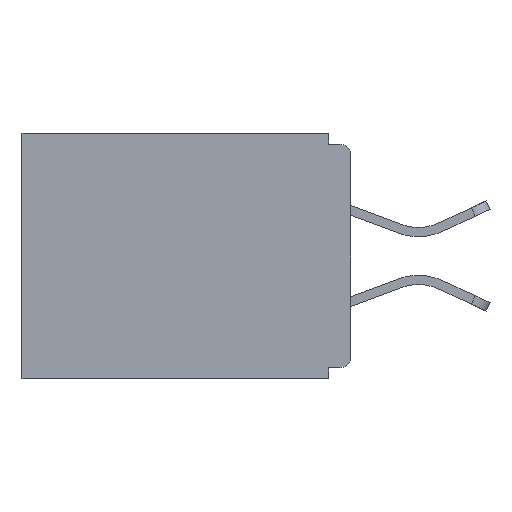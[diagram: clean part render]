
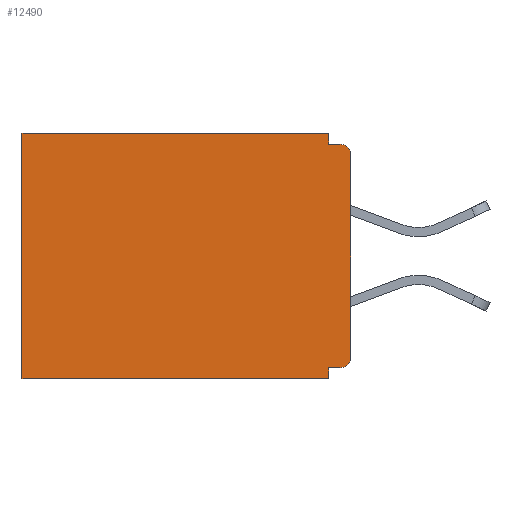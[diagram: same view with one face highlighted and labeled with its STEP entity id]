
A CAD part, left-side view. The second image highlights one B-rep face of the part: STEP entity #12490.
In plain terms, the highlighted planar face has unit normal (-1, 0, 0).
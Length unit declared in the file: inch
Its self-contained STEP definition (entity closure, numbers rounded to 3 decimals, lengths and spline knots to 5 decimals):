
#308 = CARTESIAN_POINT ( 'NONE',  ( 0.298, 0.031, -0.343 ) ) ;
#392 = DIRECTION ( 'NONE',  ( 0., 0., -1. ) ) ;
#652 = CARTESIAN_POINT ( 'NONE',  ( 0.298, 0.46, -0.343 ) ) ;
#702 = VERTEX_POINT ( 'NONE', #5213 ) ;
#1378 = VERTEX_POINT ( 'NONE', #4725 ) ;
#1930 = DIRECTION ( 'NONE',  ( -1., 0., 0. ) ) ;
#2529 = CARTESIAN_POINT ( 'NONE',  ( 0.298, 0.031, -0.015 ) ) ;
#3051 = ORIENTED_EDGE ( 'NONE', *, *, #17832, .F. ) ;
#3174 = ORIENTED_EDGE ( 'NONE', *, *, #10042, .F. ) ;
#3177 = LINE ( 'NONE', #8811, #25597 ) ;
#3714 = EDGE_CURVE ( 'NONE', #1378, #12028, #16162, .T. ) ;
#3741 = EDGE_CURVE ( 'NONE', #19691, #702, #11516, .T. ) ;
#4725 = CARTESIAN_POINT ( 'NONE',  ( 0.298, 0., -0.03 ) ) ;
#5213 = CARTESIAN_POINT ( 'NONE',  ( 0.298, 0.46, 0. ) ) ;
#6108 = VERTEX_POINT ( 'NONE', #13901 ) ;
#6212 = ORIENTED_EDGE ( 'NONE', *, *, #19473, .F. ) ;
#6352 = ORIENTED_EDGE ( 'NONE', *, *, #10856, .T. ) ;
#6522 = CARTESIAN_POINT ( 'NONE',  ( 0.298, 0.031, 0. ) ) ;
#6827 = LINE ( 'NONE', #11779, #16350 ) ;
#7293 = ORIENTED_EDGE ( 'NONE', *, *, #18881, .F. ) ;
#7319 = CARTESIAN_POINT ( 'NONE',  ( 0.298, 0.031, -0.328 ) ) ;
#7508 = DIRECTION ( 'NONE',  ( 0., 1., 0. ) ) ;
#7509 = CARTESIAN_POINT ( 'NONE',  ( 0.298, 0., -0.328 ) ) ;
#7517 = VECTOR ( 'NONE', #7508, 39.37008 ) ;
#7859 = EDGE_CURVE ( 'NONE', #702, #9344, #11620, .T. ) ;
#8222 = VECTOR ( 'NONE', #18379, 39.37008 ) ;
#8233 = EDGE_LOOP ( 'NONE', ( #15020, #3051, #3174, #22943, #17724, #7293, #20438, #18110, #6352, #6212 ) ) ;
#8811 = CARTESIAN_POINT ( 'NONE',  ( 0.298, 0., -0.015 ) ) ;
#9018 = DIRECTION ( 'NONE',  ( 0., 0., -1. ) ) ;
#9344 = VERTEX_POINT ( 'NONE', #652 ) ;
#9415 = VECTOR ( 'NONE', #9018, 39.37008 ) ;
#10042 = EDGE_CURVE ( 'NONE', #19691, #27842, #19321, .T. ) ;
#10152 = VERTEX_POINT ( 'NONE', #18813 ) ;
#10435 = CIRCLE ( 'NONE', #10814, 0.015 ) ;
#10694 = CARTESIAN_POINT ( 'NONE',  ( 0.298, 0.015, -0.313 ) ) ;
#10814 = AXIS2_PLACEMENT_3D ( 'NONE', #10694, #1930, #21353 ) ;
#10856 = EDGE_CURVE ( 'NONE', #10152, #20999, #10435, .T. ) ;
#11065 = DIRECTION ( 'NONE',  ( 0., 0., -1. ) ) ;
#11189 = PLANE ( 'NONE',  #19076 ) ;
#11200 = CARTESIAN_POINT ( 'NONE',  ( 0.298, 0.031, -0.343 ) ) ;
#11287 = CARTESIAN_POINT ( 'NONE',  ( 0.298, 0., 0. ) ) ;
#11516 = LINE ( 'NONE', #16611, #21377 ) ;
#11620 = LINE ( 'NONE', #22052, #8222 ) ;
#11779 = CARTESIAN_POINT ( 'NONE',  ( 0.298, 0., 0. ) ) ;
#12028 = VERTEX_POINT ( 'NONE', #25211 ) ;
#12490 = ADVANCED_FACE ( 'NONE', ( #21928 ), #11189, .F. ) ;
#12882 = VECTOR ( 'NONE', #15680, 39.37008 ) ;
#13901 = CARTESIAN_POINT ( 'NONE',  ( 0.298, 0.031, -0.343 ) ) ;
#14298 = VECTOR ( 'NONE', #27077, 39.37008 ) ;
#14686 = CARTESIAN_POINT ( 'NONE',  ( 0.298, 0., -0.313 ) ) ;
#15020 = ORIENTED_EDGE ( 'NONE', *, *, #3714, .T. ) ;
#15204 = VERTEX_POINT ( 'NONE', #7319 ) ;
#15211 = EDGE_CURVE ( 'NONE', #10152, #15204, #18713, .T. ) ;
#15680 = DIRECTION ( 'NONE',  ( 0., 0., -1. ) ) ;
#15857 = DIRECTION ( 'NONE',  ( 1., 0., 0. ) ) ;
#16152 = CARTESIAN_POINT ( 'NONE',  ( 0.298, 0., -0.343 ) ) ;
#16162 = CIRCLE ( 'NONE', #16537, 0.015 ) ;
#16350 = VECTOR ( 'NONE', #27167, 39.37008 ) ;
#16537 = AXIS2_PLACEMENT_3D ( 'NONE', #19520, #21712, #11065 ) ;
#16611 = CARTESIAN_POINT ( 'NONE',  ( 0.298, 0., 0. ) ) ;
#17724 = ORIENTED_EDGE ( 'NONE', *, *, #7859, .T. ) ;
#17832 = EDGE_CURVE ( 'NONE', #27842, #12028, #3177, .T. ) ;
#18110 = ORIENTED_EDGE ( 'NONE', *, *, #15211, .F. ) ;
#18379 = DIRECTION ( 'NONE',  ( 0., 0., -1. ) ) ;
#18616 = LINE ( 'NONE', #308, #9415 ) ;
#18713 = LINE ( 'NONE', #7509, #14298 ) ;
#18813 = CARTESIAN_POINT ( 'NONE',  ( 0.298, 0.015, -0.328 ) ) ;
#18881 = EDGE_CURVE ( 'NONE', #6108, #9344, #22095, .T. ) ;
#19076 = AXIS2_PLACEMENT_3D ( 'NONE', #11287, #15857, #392 ) ;
#19321 = LINE ( 'NONE', #11200, #12882 ) ;
#19473 = EDGE_CURVE ( 'NONE', #1378, #20999, #6827, .T. ) ;
#19520 = CARTESIAN_POINT ( 'NONE',  ( 0.298, 0.015, -0.03 ) ) ;
#19691 = VERTEX_POINT ( 'NONE', #6522 ) ;
#20438 = ORIENTED_EDGE ( 'NONE', *, *, #21442, .F. ) ;
#20999 = VERTEX_POINT ( 'NONE', #14686 ) ;
#21353 = DIRECTION ( 'NONE',  ( 0., 0., -1. ) ) ;
#21377 = VECTOR ( 'NONE', #26406, 39.37008 ) ;
#21442 = EDGE_CURVE ( 'NONE', #15204, #6108, #18616, .T. ) ;
#21712 = DIRECTION ( 'NONE',  ( -1., 0., 0. ) ) ;
#21928 = FACE_OUTER_BOUND ( 'NONE', #8233, .T. ) ;
#22052 = CARTESIAN_POINT ( 'NONE',  ( 0.298, 0.46, 0. ) ) ;
#22095 = LINE ( 'NONE', #16152, #7517 ) ;
#22943 = ORIENTED_EDGE ( 'NONE', *, *, #3741, .T. ) ;
#24099 = DIRECTION ( 'NONE',  ( 0., -1., 0. ) ) ;
#25211 = CARTESIAN_POINT ( 'NONE',  ( 0.298, 0.015, -0.015 ) ) ;
#25597 = VECTOR ( 'NONE', #24099, 39.37008 ) ;
#26406 = DIRECTION ( 'NONE',  ( 0., 1., 0. ) ) ;
#27077 = DIRECTION ( 'NONE',  ( 0., 1., 0. ) ) ;
#27167 = DIRECTION ( 'NONE',  ( 0., 0., -1. ) ) ;
#27842 = VERTEX_POINT ( 'NONE', #2529 ) ;
